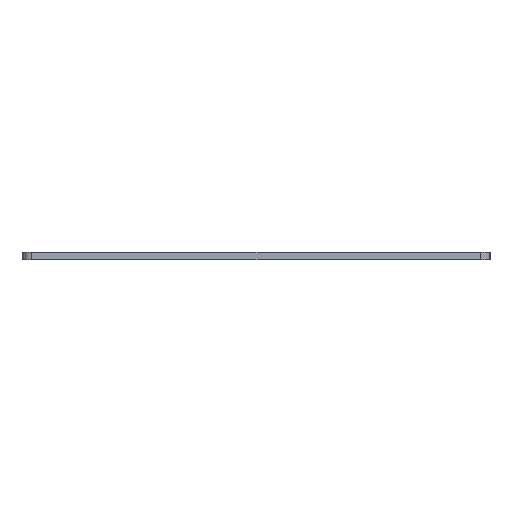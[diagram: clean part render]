
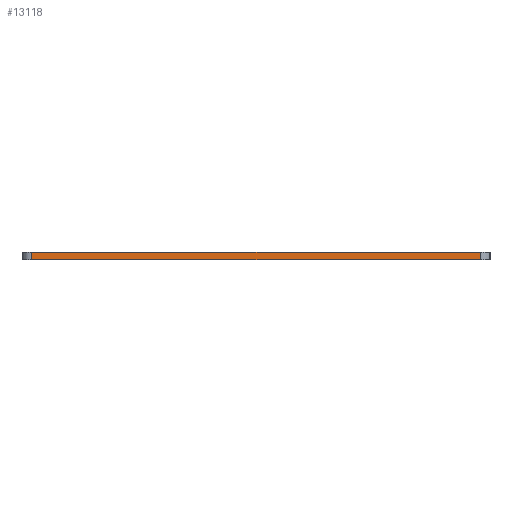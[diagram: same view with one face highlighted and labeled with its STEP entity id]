
A CAD part, left-side view. The second image highlights one B-rep face of the part: STEP entity #13118.
In plain terms, the highlighted planar face has unit normal (-1, 0, 0).
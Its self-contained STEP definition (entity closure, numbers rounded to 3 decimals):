
#446=PLANE('',#14438);
#1090=FACE_OUTER_BOUND('',#1854,.T.);
#1854=EDGE_LOOP('',(#12127,#12128,#12129,#12130));
#1873=LINE('',#18408,#3145);
#2189=LINE('',#19676,#3461);
#2504=LINE('',#20938,#3776);
#2506=LINE('',#20942,#3778);
#3145=VECTOR('',#14511,10.);
#3461=VECTOR('',#15475,10.);
#3776=VECTOR('',#16440,10.);
#3778=VECTOR('',#16446,10.);
#5099=VERTEX_POINT('',#18405);
#5100=VERTEX_POINT('',#18407);
#5727=VERTEX_POINT('',#19673);
#5728=VERTEX_POINT('',#19675);
#6388=EDGE_CURVE('',#5099,#5100,#1873,.T.);
#7022=EDGE_CURVE('',#5727,#5728,#2189,.T.);
#7656=EDGE_CURVE('',#5100,#5727,#2504,.T.);
#7658=EDGE_CURVE('',#5728,#5099,#2506,.T.);
#12127=ORIENTED_EDGE('',*,*,#7656,.F.);
#12128=ORIENTED_EDGE('',*,*,#6388,.F.);
#12129=ORIENTED_EDGE('',*,*,#7658,.F.);
#12130=ORIENTED_EDGE('',*,*,#7022,.F.);
#13118=ADVANCED_FACE('',(#1090),#446,.T.);
#14438=AXIS2_PLACEMENT_3D('',#22189,#18317,#18318);
#14511=DIRECTION('',(0.,-1.,0.));
#15475=DIRECTION('',(0.,1.,0.));
#16440=DIRECTION('',(0.,0.,-1.));
#16446=DIRECTION('',(0.,0.,1.));
#18317=DIRECTION('center_axis',(-1.,0.,0.));
#18318=DIRECTION('ref_axis',(0.,1.,0.));
#18405=CARTESIAN_POINT('',(-901.337,113.786,10.632));
#18407=CARTESIAN_POINT('',(-901.337,22.536,10.632));
#18408=CARTESIAN_POINT('',(-901.337,115.786,10.632));
#19673=CARTESIAN_POINT('',(-901.337,22.536,9.132));
#19675=CARTESIAN_POINT('',(-901.337,113.786,9.132));
#19676=CARTESIAN_POINT('',(-901.337,115.786,9.132));
#20938=CARTESIAN_POINT('',(-901.337,22.536,10.632));
#20942=CARTESIAN_POINT('',(-901.337,113.786,10.632));
#22189=CARTESIAN_POINT('Origin',(-901.337,20.536,10.632));
